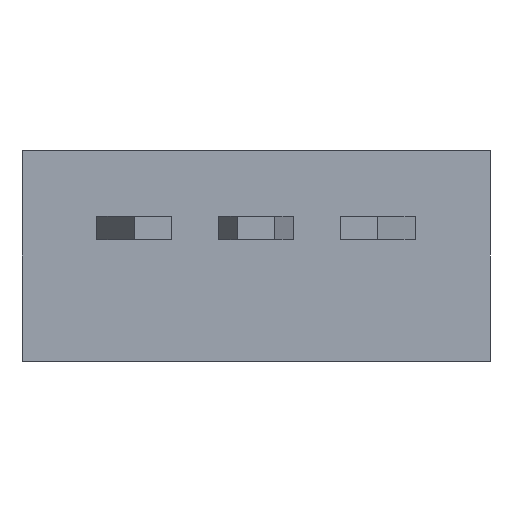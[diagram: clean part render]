
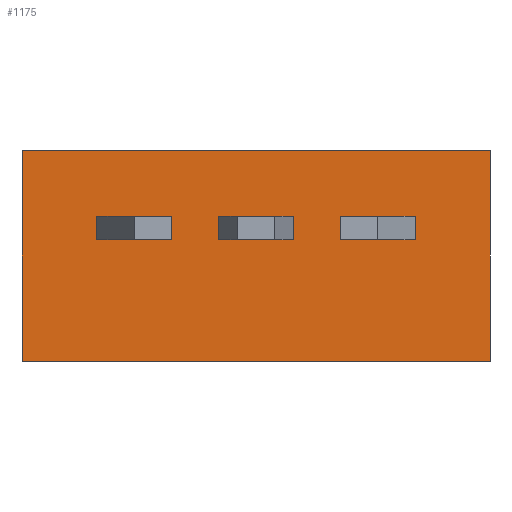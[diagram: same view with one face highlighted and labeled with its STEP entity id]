
A CAD part, front view. The second image highlights one B-rep face of the part: STEP entity #1175.
In plain terms, the highlighted planar face has unit normal (0, -1, 0).
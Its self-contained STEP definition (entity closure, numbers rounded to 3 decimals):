
#358 = EDGE_CURVE ( 'NONE', #771, #897, #1539, .T. ) ;
#411 = EDGE_LOOP ( 'NONE', ( #1003, #1041, #1049, #1005 ) ) ;
#414 = EDGE_LOOP ( 'NONE', ( #1043, #1062, #1052, #1040 ) ) ;
#749 = VERTEX_POINT ( 'NONE', #2059 ) ;
#762 = VERTEX_POINT ( 'NONE', #2078 ) ;
#764 = VERTEX_POINT ( 'NONE', #2062 ) ;
#766 = VERTEX_POINT ( 'NONE', #2068 ) ;
#771 = VERTEX_POINT ( 'NONE', #2060 ) ;
#773 = VERTEX_POINT ( 'NONE', #2092 ) ;
#774 = VERTEX_POINT ( 'NONE', #2094 ) ;
#776 = VERTEX_POINT ( 'NONE', #2038 ) ;
#778 = VERTEX_POINT ( 'NONE', #2039 ) ;
#781 = VERTEX_POINT ( 'NONE', #2098 ) ;
#784 = EDGE_LOOP ( 'NONE', ( #1078, #1080, #1063, #1096 ) ) ;
#795 = VERTEX_POINT ( 'NONE', #2104 ) ;
#799 = VERTEX_POINT ( 'NONE', #2108 ) ;
#802 = EDGE_LOOP ( 'NONE', ( #1064, #1060, #1051, #1027 ) ) ;
#806 = VERTEX_POINT ( 'NONE', #2110 ) ;
#887 = VERTEX_POINT ( 'NONE', #1916 ) ;
#897 = VERTEX_POINT ( 'NONE', #1879 ) ;
#912 = VERTEX_POINT ( 'NONE', #1869 ) ;
#1003 = ORIENTED_EDGE ( 'NONE', *, *, #2746, .F. ) ;
#1005 = ORIENTED_EDGE ( 'NONE', *, *, #2729, .F. ) ;
#1027 = ORIENTED_EDGE ( 'NONE', *, *, #2706, .T. ) ;
#1040 = ORIENTED_EDGE ( 'NONE', *, *, #2783, .F. ) ;
#1041 = ORIENTED_EDGE ( 'NONE', *, *, #2724, .F. ) ;
#1043 = ORIENTED_EDGE ( 'NONE', *, *, #2781, .F. ) ;
#1049 = ORIENTED_EDGE ( 'NONE', *, *, #2747, .F. ) ;
#1051 = ORIENTED_EDGE ( 'NONE', *, *, #2713, .F. ) ;
#1052 = ORIENTED_EDGE ( 'NONE', *, *, #2698, .F. ) ;
#1060 = ORIENTED_EDGE ( 'NONE', *, *, #2748, .F. ) ;
#1062 = ORIENTED_EDGE ( 'NONE', *, *, #358, .F. ) ;
#1063 = ORIENTED_EDGE ( 'NONE', *, *, #2734, .F. ) ;
#1064 = ORIENTED_EDGE ( 'NONE', *, *, #2712, .T. ) ;
#1078 = ORIENTED_EDGE ( 'NONE', *, *, #2732, .F. ) ;
#1080 = ORIENTED_EDGE ( 'NONE', *, *, #2720, .F. ) ;
#1096 = ORIENTED_EDGE ( 'NONE', *, *, #2774, .F. ) ;
#1175 = ADVANCED_FACE ( 'NONE', ( #1280, #1279, #1292, #1298 ), #2623, .F. ) ;
#1279 = FACE_OUTER_BOUND ( 'NONE', #802, .T. ) ;
#1280 = FACE_BOUND ( 'NONE', #784, .T. ) ;
#1292 = FACE_BOUND ( 'NONE', #414, .T. ) ;
#1298 = FACE_BOUND ( 'NONE', #411, .T. ) ;
#1529 = VECTOR ( 'NONE', #4052, 1000. ) ;
#1539 = LINE ( 'NONE', #4041, #1529 ) ;
#1757 = AXIS2_PLACEMENT_3D ( 'NONE', #2632, #2624, #2633 ) ;
#1869 = CARTESIAN_POINT ( 'NONE',  ( 0.8, 0., 3.1 ) ) ;
#1879 = CARTESIAN_POINT ( 'NONE',  ( 0.8, 0., 2.6 ) ) ;
#1916 = CARTESIAN_POINT ( 'NONE',  ( -0.8, 0., 3.1 ) ) ;
#2038 = CARTESIAN_POINT ( 'NONE',  ( -1.8, 0., 3.1 ) ) ;
#2039 = CARTESIAN_POINT ( 'NONE',  ( -3.4, 0., 2.6 ) ) ;
#2059 = CARTESIAN_POINT ( 'NONE',  ( -3.4, 0., 3.1 ) ) ;
#2060 = CARTESIAN_POINT ( 'NONE',  ( -0.8, 0., 2.6 ) ) ;
#2062 = CARTESIAN_POINT ( 'NONE',  ( 5., 0., 4.5 ) ) ;
#2068 = CARTESIAN_POINT ( 'NONE',  ( 1.8, 0., 2.6 ) ) ;
#2078 = CARTESIAN_POINT ( 'NONE',  ( 5., 0., 0. ) ) ;
#2092 = CARTESIAN_POINT ( 'NONE',  ( -5., 0., 0. ) ) ;
#2094 = CARTESIAN_POINT ( 'NONE',  ( 1.8, 0., 3.1 ) ) ;
#2098 = CARTESIAN_POINT ( 'NONE',  ( 3.4, 0., 2.6 ) ) ;
#2104 = CARTESIAN_POINT ( 'NONE',  ( -5., 0., 4.5 ) ) ;
#2108 = CARTESIAN_POINT ( 'NONE',  ( -1.8, 0., 2.6 ) ) ;
#2110 = CARTESIAN_POINT ( 'NONE',  ( 3.4, 0., 3.1 ) ) ;
#2457 = CARTESIAN_POINT ( 'NONE',  ( -5., 0., 4.5 ) ) ;
#2458 = DIRECTION ( 'NONE',  ( 0., 0., -1. ) ) ;
#2489 = CARTESIAN_POINT ( 'NONE',  ( -0.8, 0., 3.1 ) ) ;
#2498 = DIRECTION ( 'NONE',  ( 0., 0., -1. ) ) ;
#2500 = CARTESIAN_POINT ( 'NONE',  ( 5., 0., 0. ) ) ;
#2513 = DIRECTION ( 'NONE',  ( 1., 0., 0. ) ) ;
#2518 = DIRECTION ( 'NONE',  ( 1., 0., 0. ) ) ;
#2519 = CARTESIAN_POINT ( 'NONE',  ( 5., 0., 4.5 ) ) ;
#2521 = CARTESIAN_POINT ( 'NONE',  ( -3.4, 0., 2.6 ) ) ;
#2524 = CARTESIAN_POINT ( 'NONE',  ( 1.8, 0., 2.6 ) ) ;
#2525 = CARTESIAN_POINT ( 'NONE',  ( 1.8, 0., 3.1 ) ) ;
#2527 = DIRECTION ( 'NONE',  ( -1., 0., 0. ) ) ;
#2530 = CARTESIAN_POINT ( 'NONE',  ( -1.8, 0., 3.1 ) ) ;
#2531 = DIRECTION ( 'NONE',  ( 1., 0., 0. ) ) ;
#2533 = DIRECTION ( 'NONE',  ( 1., 0., 0. ) ) ;
#2549 = DIRECTION ( 'NONE',  ( 0., 0., -1. ) ) ;
#2550 = CARTESIAN_POINT ( 'NONE',  ( 3.4, 0., 3.1 ) ) ;
#2551 = DIRECTION ( 'NONE',  ( 0., 0., -1. ) ) ;
#2556 = DIRECTION ( 'NONE',  ( 0., 0., 1. ) ) ;
#2564 = CARTESIAN_POINT ( 'NONE',  ( -3.4, 0., 3.1 ) ) ;
#2565 = CARTESIAN_POINT ( 'NONE',  ( 5., 0., 4.5 ) ) ;
#2574 = DIRECTION ( 'NONE',  ( 0., 0., 1. ) ) ;
#2578 = CARTESIAN_POINT ( 'NONE',  ( 1.8, 0., 3.1 ) ) ;
#2580 = DIRECTION ( 'NONE',  ( 0., 0., -1. ) ) ;
#2623 = PLANE ( 'NONE',  #1757 ) ;
#2624 = DIRECTION ( 'NONE',  ( 0., 1., 0. ) ) ;
#2632 = CARTESIAN_POINT ( 'NONE',  ( 5., 0., 4.5 ) ) ;
#2633 = DIRECTION ( 'NONE',  ( 0., 0., 1. ) ) ;
#2698 = EDGE_CURVE ( 'NONE', #887, #771, #3575, .T. ) ;
#2706 = EDGE_CURVE ( 'NONE', #795, #773, #3629, .T. ) ;
#2712 = EDGE_CURVE ( 'NONE', #773, #762, #3671, .T. ) ;
#2713 = EDGE_CURVE ( 'NONE', #795, #764, #3664, .T. ) ;
#2720 = EDGE_CURVE ( 'NONE', #778, #799, #3665, .T. ) ;
#2724 = EDGE_CURVE ( 'NONE', #766, #781, #3604, .T. ) ;
#2729 = EDGE_CURVE ( 'NONE', #806, #774, #3617, .T. ) ;
#2732 = EDGE_CURVE ( 'NONE', #799, #776, #3632, .T. ) ;
#2734 = EDGE_CURVE ( 'NONE', #749, #778, #3696, .T. ) ;
#2746 = EDGE_CURVE ( 'NONE', #781, #806, #3711, .T. ) ;
#2747 = EDGE_CURVE ( 'NONE', #774, #766, #3674, .T. ) ;
#2748 = EDGE_CURVE ( 'NONE', #764, #762, #3706, .T. ) ;
#2774 = EDGE_CURVE ( 'NONE', #776, #749, #3758, .T. ) ;
#2781 = EDGE_CURVE ( 'NONE', #897, #912, #3766, .T. ) ;
#2783 = EDGE_CURVE ( 'NONE', #912, #887, #3757, .T. ) ;
#3570 = VECTOR ( 'NONE', #2498, 1000. ) ;
#3575 = LINE ( 'NONE', #2489, #3570 ) ;
#3592 = VECTOR ( 'NONE', #2458, 1000. ) ;
#3604 = LINE ( 'NONE', #2524, #3636 ) ;
#3617 = LINE ( 'NONE', #2525, #3645 ) ;
#3629 = LINE ( 'NONE', #2457, #3592 ) ;
#3632 = LINE ( 'NONE', #2530, #3633 ) ;
#3633 = VECTOR ( 'NONE', #2556, 1000. ) ;
#3636 = VECTOR ( 'NONE', #2513, 1000. ) ;
#3645 = VECTOR ( 'NONE', #2527, 1000. ) ;
#3652 = VECTOR ( 'NONE', #2518, 1000. ) ;
#3664 = LINE ( 'NONE', #2519, #3667 ) ;
#3665 = LINE ( 'NONE', #2521, #3668 ) ;
#3667 = VECTOR ( 'NONE', #2531, 1000. ) ;
#3668 = VECTOR ( 'NONE', #2533, 1000. ) ;
#3671 = LINE ( 'NONE', #2500, #3652 ) ;
#3674 = LINE ( 'NONE', #2578, #3701 ) ;
#3696 = LINE ( 'NONE', #2564, #3723 ) ;
#3700 = VECTOR ( 'NONE', #2574, 1000. ) ;
#3701 = VECTOR ( 'NONE', #2580, 1000. ) ;
#3706 = LINE ( 'NONE', #2565, #3719 ) ;
#3711 = LINE ( 'NONE', #2550, #3700 ) ;
#3719 = VECTOR ( 'NONE', #2551, 1000. ) ;
#3723 = VECTOR ( 'NONE', #2549, 1000. ) ;
#3748 = VECTOR ( 'NONE', #3894, 1000. ) ;
#3749 = VECTOR ( 'NONE', #3880, 1000. ) ;
#3756 = VECTOR ( 'NONE', #3854, 1000. ) ;
#3757 = LINE ( 'NONE', #3860, #3749 ) ;
#3758 = LINE ( 'NONE', #3867, #3748 ) ;
#3766 = LINE ( 'NONE', #3881, #3756 ) ;
#3854 = DIRECTION ( 'NONE',  ( 0., 0., 1. ) ) ;
#3860 = CARTESIAN_POINT ( 'NONE',  ( -0.8, 0., 3.1 ) ) ;
#3867 = CARTESIAN_POINT ( 'NONE',  ( -3.4, 0., 3.1 ) ) ;
#3880 = DIRECTION ( 'NONE',  ( -1., 0., 0. ) ) ;
#3881 = CARTESIAN_POINT ( 'NONE',  ( 0.8, 0., 3.1 ) ) ;
#3894 = DIRECTION ( 'NONE',  ( -1., 0., 0. ) ) ;
#4041 = CARTESIAN_POINT ( 'NONE',  ( -0.8, 0., 2.6 ) ) ;
#4052 = DIRECTION ( 'NONE',  ( 1., 0., 0. ) ) ;
